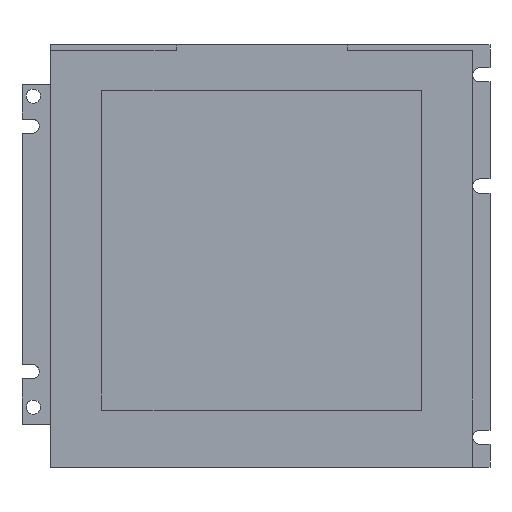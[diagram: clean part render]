
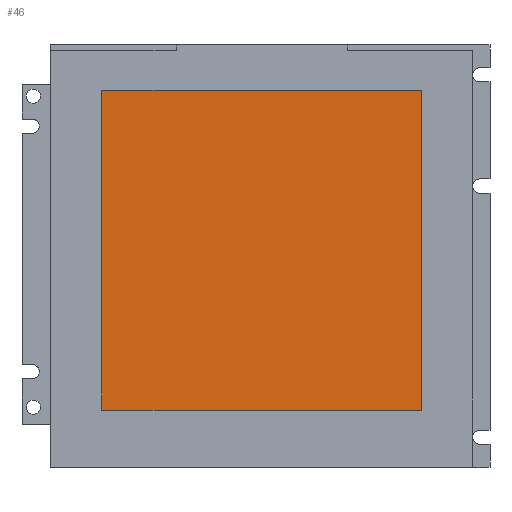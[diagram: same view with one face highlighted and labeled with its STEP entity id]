
A CAD part, top view. The second image highlights one B-rep face of the part: STEP entity #46.
In plain terms, the highlighted planar face has unit normal (0, 0, 1).
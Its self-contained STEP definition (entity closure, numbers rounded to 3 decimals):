
#40 = FACE_OUTER_BOUND ( 'NONE', #877, .T. ) ;
#46 = ADVANCED_FACE ( 'NONE', ( #40 ), #817, .T. ) ;
#102 = ORIENTED_EDGE ( 'NONE', *, *, #2592, .T. ) ;
#355 = CARTESIAN_POINT ( 'NONE',  ( 0., 0., 9.6 ) ) ;
#438 = DIRECTION ( 'NONE',  ( 1., 0., 0. ) ) ;
#451 = ORIENTED_EDGE ( 'NONE', *, *, #4332, .T. ) ;
#515 = VERTEX_POINT ( 'NONE', #1184 ) ;
#665 = VECTOR ( 'NONE', #4795, 1000. ) ;
#802 = LINE ( 'NONE', #879, #665 ) ;
#817 = PLANE ( 'NONE',  #3323 ) ;
#877 = EDGE_LOOP ( 'NONE', ( #2725, #451, #3250, #102 ) ) ;
#879 = CARTESIAN_POINT ( 'NONE',  ( 15.679, 31.876, 9.6 ) ) ;
#1114 = CARTESIAN_POINT ( 'NONE',  ( -40.321, 31.876, 9.6 ) ) ;
#1184 = CARTESIAN_POINT ( 'NONE',  ( 15.679, -24.124, 9.6 ) ) ;
#1222 = VECTOR ( 'NONE', #5015, 1000. ) ;
#1241 = LINE ( 'NONE', #3160, #2422 ) ;
#1361 = CARTESIAN_POINT ( 'NONE',  ( -40.321, 31.876, 9.6 ) ) ;
#1878 = LINE ( 'NONE', #3410, #1222 ) ;
#1937 = VECTOR ( 'NONE', #3270, 1000. ) ;
#2151 = LINE ( 'NONE', #1361, #1937 ) ;
#2422 = VECTOR ( 'NONE', #4441, 1000. ) ;
#2592 = EDGE_CURVE ( 'NONE', #4180, #515, #1241, .T. ) ;
#2725 = ORIENTED_EDGE ( 'NONE', *, *, #4568, .T. ) ;
#3160 = CARTESIAN_POINT ( 'NONE',  ( -40.321, -24.124, 9.6 ) ) ;
#3250 = ORIENTED_EDGE ( 'NONE', *, *, #3341, .T. ) ;
#3270 = DIRECTION ( 'NONE',  ( 0., -1., 0. ) ) ;
#3323 = AXIS2_PLACEMENT_3D ( 'NONE', #355, #4339, #438 ) ;
#3341 = EDGE_CURVE ( 'NONE', #5037, #4180, #2151, .T. ) ;
#3410 = CARTESIAN_POINT ( 'NONE',  ( -40.321, 31.876, 9.6 ) ) ;
#3651 = CARTESIAN_POINT ( 'NONE',  ( -40.321, -24.124, 9.6 ) ) ;
#4180 = VERTEX_POINT ( 'NONE', #3651 ) ;
#4332 = EDGE_CURVE ( 'NONE', #4619, #5037, #1878, .T. ) ;
#4339 = DIRECTION ( 'NONE',  ( 0., 0., 1. ) ) ;
#4441 = DIRECTION ( 'NONE',  ( 1., 0., 0. ) ) ;
#4568 = EDGE_CURVE ( 'NONE', #515, #4619, #802, .T. ) ;
#4619 = VERTEX_POINT ( 'NONE', #4691 ) ;
#4691 = CARTESIAN_POINT ( 'NONE',  ( 15.679, 31.876, 9.6 ) ) ;
#4795 = DIRECTION ( 'NONE',  ( 0., 1., 0. ) ) ;
#5015 = DIRECTION ( 'NONE',  ( -1., 0., 0. ) ) ;
#5037 = VERTEX_POINT ( 'NONE', #1114 ) ;
